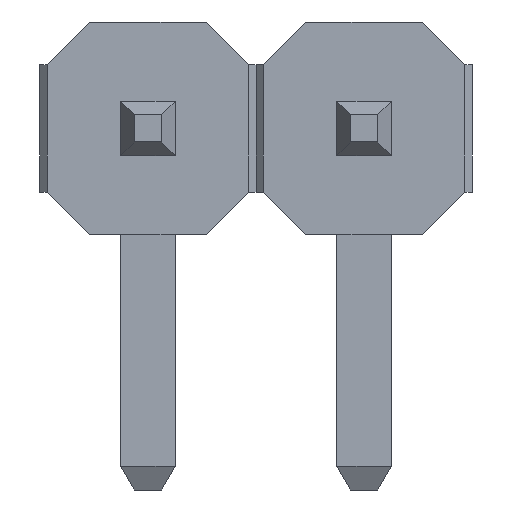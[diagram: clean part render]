
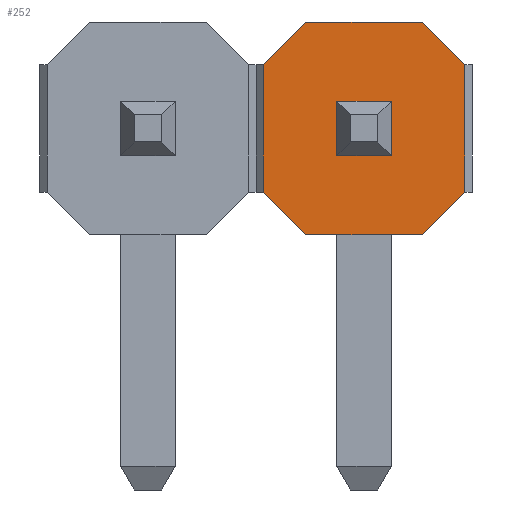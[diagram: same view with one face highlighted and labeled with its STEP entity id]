
A CAD part, front view. The second image highlights one B-rep face of the part: STEP entity #252.
In plain terms, the highlighted planar face has unit normal (0, -1, 0).
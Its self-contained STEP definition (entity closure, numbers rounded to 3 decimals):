
#252=ADVANCED_FACE('',(#762),#764,.F.);
#762=FACE_BOUND('',#763,.T.);
#763=EDGE_LOOP('',(#1153,#1154,#1155,#1156,#1157,#1158,#1159,#1160));
#764=PLANE('',#765);
#765=AXIS2_PLACEMENT_3D('',#766,#767,#768);
#766=CARTESIAN_POINT('',(2.54,-4.03,0.));
#767=DIRECTION('',(-0.,1.,0.));
#768=DIRECTION('',(1.,0.,0.));
#1153=ORIENTED_EDGE('',*,*,#1409,.T.);
#1154=ORIENTED_EDGE('',*,*,#1410,.F.);
#1155=ORIENTED_EDGE('',*,*,#1411,.F.);
#1156=ORIENTED_EDGE('',*,*,#1388,.F.);
#1157=ORIENTED_EDGE('',*,*,#1412,.T.);
#1158=ORIENTED_EDGE('',*,*,#1403,.F.);
#1159=ORIENTED_EDGE('',*,*,#1413,.F.);
#1160=ORIENTED_EDGE('',*,*,#1406,.F.);
#1388=EDGE_CURVE('',#1519,#1521,#1522,.T.);
#1403=EDGE_CURVE('',#1545,#1538,#1547,.T.);
#1406=EDGE_CURVE('',#1551,#1553,#1554,.T.);
#1409=EDGE_CURVE('',#1551,#1558,#1559,.T.);
#1410=EDGE_CURVE('',#1560,#1558,#1561,.T.);
#1411=EDGE_CURVE('',#1521,#1560,#1562,.T.);
#1412=EDGE_CURVE('',#1519,#1538,#1563,.T.);
#1413=EDGE_CURVE('',#1553,#1545,#1564,.T.);
#1519=VERTEX_POINT('',#1727);
#1521=VERTEX_POINT('',#1731);
#1522=LINE('',#1732,#1733);
#1538=VERTEX_POINT('',#1768);
#1545=VERTEX_POINT('',#1783);
#1547=LINE('',#1787,#1788);
#1551=VERTEX_POINT('',#1795);
#1553=VERTEX_POINT('',#1799);
#1554=LINE('',#1800,#1801);
#1558=VERTEX_POINT('',#1810);
#1559=LINE('',#1811,#1812);
#1560=VERTEX_POINT('',#1814);
#1561=LINE('',#1815,#1816);
#1562=LINE('',#1818,#1819);
#1563=LINE('',#1821,#1822);
#1564=LINE('',#1824,#1825);
#1727=CARTESIAN_POINT('',(3.725,-4.03,0.5));
#1731=CARTESIAN_POINT('',(3.225,-4.03,0.));
#1732=CARTESIAN_POINT('',(3.725,-4.03,0.5));
#1733=VECTOR('',#1734,1.);
#1734=DIRECTION('',(-0.707,0.,-0.707));
#1768=CARTESIAN_POINT('',(3.725,-4.03,2.));
#1783=CARTESIAN_POINT('',(3.225,-4.03,2.5));
#1787=CARTESIAN_POINT('',(3.225,-4.03,2.5));
#1788=VECTOR('',#1789,1.);
#1789=DIRECTION('',(0.707,0.,-0.707));
#1795=CARTESIAN_POINT('',(1.355,-4.03,2.));
#1799=CARTESIAN_POINT('',(1.855,-4.03,2.5));
#1800=CARTESIAN_POINT('',(1.355,-4.03,2.));
#1801=VECTOR('',#1802,1.);
#1802=DIRECTION('',(0.707,0.,0.707));
#1810=CARTESIAN_POINT('',(1.355,-4.03,0.5));
#1811=CARTESIAN_POINT('',(1.355,-4.03,2.));
#1812=VECTOR('',#1813,1.);
#1813=DIRECTION('',(0.,0.,-1.));
#1814=CARTESIAN_POINT('',(1.855,-4.03,0.));
#1815=CARTESIAN_POINT('',(1.855,-4.03,0.));
#1816=VECTOR('',#1817,1.);
#1817=DIRECTION('',(-0.707,0.,0.707));
#1818=CARTESIAN_POINT('',(3.225,-4.03,0.));
#1819=VECTOR('',#1820,1.);
#1820=DIRECTION('',(-1.,0.,0.));
#1821=CARTESIAN_POINT('',(3.725,-4.03,0.5));
#1822=VECTOR('',#1823,1.);
#1823=DIRECTION('',(0.,0.,1.));
#1824=CARTESIAN_POINT('',(1.855,-4.03,2.5));
#1825=VECTOR('',#1826,1.);
#1826=DIRECTION('',(1.,0.,0.));
